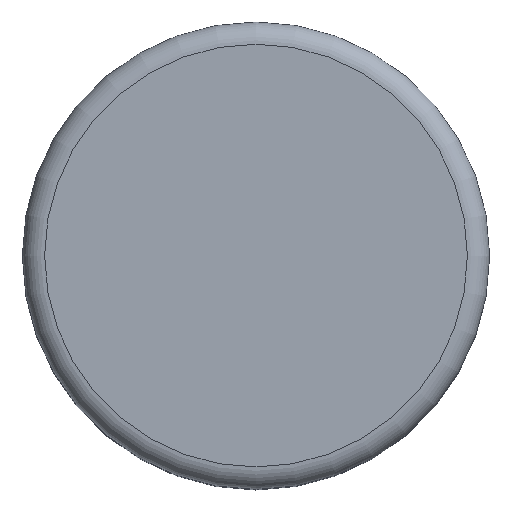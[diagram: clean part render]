
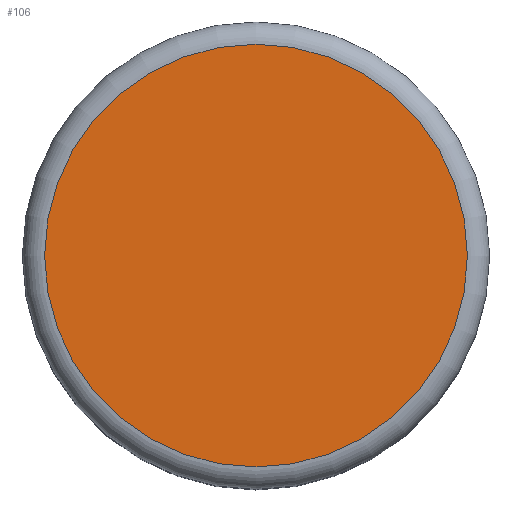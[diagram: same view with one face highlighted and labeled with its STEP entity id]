
A CAD part, top view. The second image highlights one B-rep face of the part: STEP entity #106.
In plain terms, the highlighted planar face has unit normal (0, 0, 1).
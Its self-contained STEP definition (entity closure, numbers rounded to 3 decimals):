
#12=DIRECTION('',(0.,0.,1.));
#33=DIRECTION('',(1.,0.,0.));
#63=DIRECTION('',(0.,0.,-1.));
#69=VERTEX_POINT('',#70);
#70=CARTESIAN_POINT('',(7.25,0.,10.6));
#76=ORIENTED_EDGE('',*,*,#77,.F.);
#77=EDGE_CURVE('',#69,#69,#78,.T.);
#78=CIRCLE('',#79,4.75);
#79=AXIS2_PLACEMENT_3D('',#80,#12,#33);
#80=CARTESIAN_POINT('',(2.5,0.,10.6));
#105=DIRECTION('',(-1.,0.,0.));
#106=ADVANCED_FACE('',(#107),#109,.F.);
#107=FACE_BOUND('',#108,.F.);
#108=EDGE_LOOP('',(#76));
#109=PLANE('',#110);
#110=AXIS2_PLACEMENT_3D('',#111,#63,#105);
#111=CARTESIAN_POINT('',(7.75,0.,10.6));
